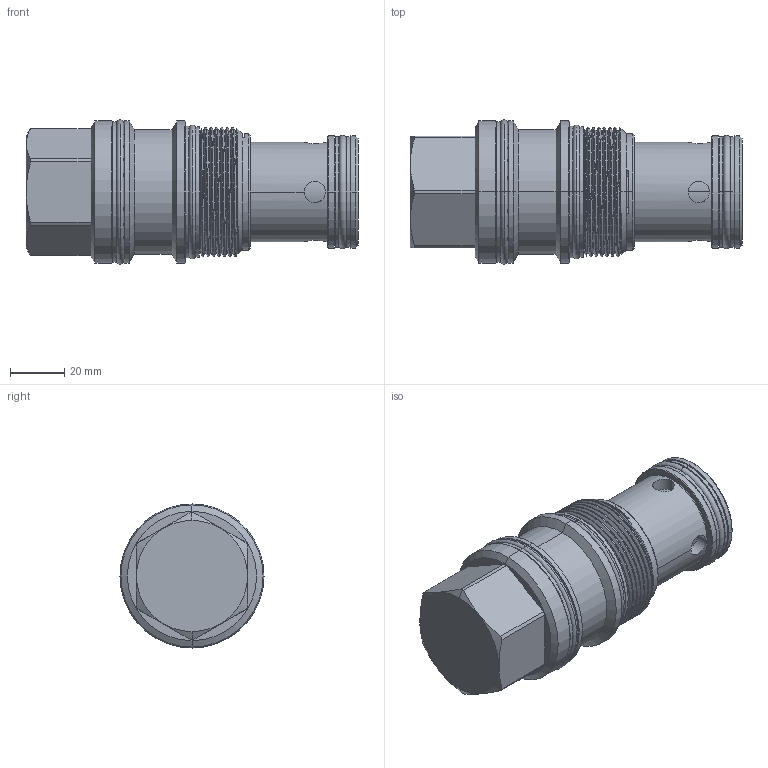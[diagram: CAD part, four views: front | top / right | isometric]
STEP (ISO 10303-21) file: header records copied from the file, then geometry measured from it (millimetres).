
FILE_DESCRIPTION (( 'STEP AP203' ), '1' );
FILE_NAME ('LP19A30(31)-N.STEP', '2016-06-06T02:14:34', ( '' ), ( '' ), 'SwSTEP 2.0', 'SolidWorks 2012', '' );
FILE_SCHEMA (( 'CONFIG_CONTROL_DESIGN' ));
Length unit declared in the file: millimetre
Products named in the file (1): LP19A30(31)-N
Bounding box: 122.34 x 53.11 x 53.11 mm (x, y, z)
Volume: 184476.6 mm3; surface area: 30931.8 mm2
Topology: 3 solids, 3 shells, 156 faces, 353 edges, 220 vertices
Faces by surface type: cylinder 83, cone 29, plane 29, torus 12, bspline 3
Entity records: 6383 total; most frequent: CARTESIAN_POINT 2825, DIRECTION 764, ORIENTED_EDGE 706, EDGE_CURVE 353, AXIS2_PLACEMENT_3D 321, VERTEX_POINT 220, EDGE_LOOP 177, CIRCLE 167
